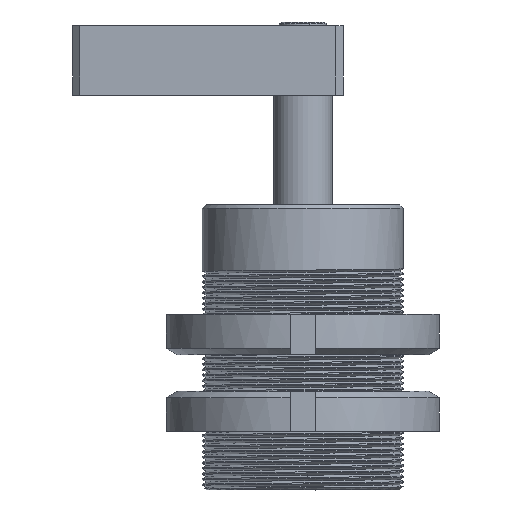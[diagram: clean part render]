
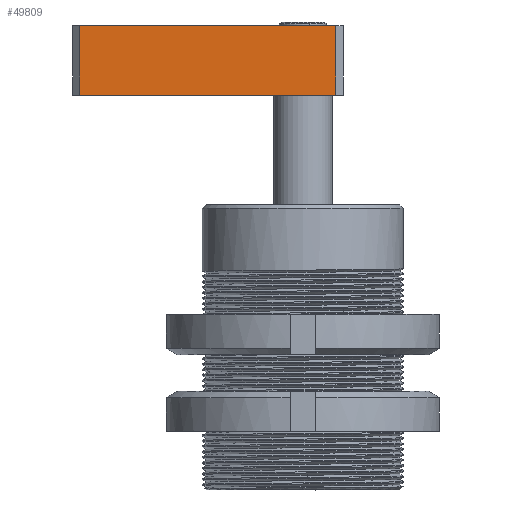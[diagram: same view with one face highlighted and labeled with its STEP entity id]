
A CAD part, front view. The second image highlights one B-rep face of the part: STEP entity #49809.
In plain terms, the highlighted planar face has unit normal (0, -1, 0).
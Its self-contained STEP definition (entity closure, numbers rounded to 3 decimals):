
#152 = DIRECTION ( 'NONE',  ( 0., 0., -1. ) ) ;
#9880 = CARTESIAN_POINT ( 'NONE',  ( -2., 0., 19. ) ) ;
#14220 = ORIENTED_EDGE ( 'NONE', *, *, #38932, .F. ) ;
#25650 = VECTOR ( 'NONE', #152, 1000. ) ;
#26957 = DIRECTION ( 'NONE',  ( -1., 0., 0. ) ) ;
#27145 = DIRECTION ( 'NONE',  ( 0., 1., 0. ) ) ;
#27445 = CARTESIAN_POINT ( 'NONE',  ( -2., 0., 19. ) ) ;
#28047 = EDGE_CURVE ( 'NONE', #62363, #87520, #28899, .T. ) ;
#28899 = LINE ( 'NONE', #84065, #31052 ) ;
#31052 = VECTOR ( 'NONE', #83200, 1000. ) ;
#33317 = LINE ( 'NONE', #35115, #65518 ) ;
#35012 = DIRECTION ( 'NONE',  ( 0., 0., 1. ) ) ;
#35115 = CARTESIAN_POINT ( 'NONE',  ( -72., 0., 19. ) ) ;
#36679 = EDGE_CURVE ( 'NONE', #87520, #67596, #33317, .T. ) ;
#37383 = ORIENTED_EDGE ( 'NONE', *, *, #36679, .F. ) ;
#38932 = EDGE_CURVE ( 'NONE', #67596, #40580, #72965, .T. ) ;
#39738 = FACE_OUTER_BOUND ( 'NONE', #55534, .T. ) ;
#40177 = CARTESIAN_POINT ( 'NONE',  ( -72., 0., 0. ) ) ;
#40580 = VERTEX_POINT ( 'NONE', #50024 ) ;
#40885 = PLANE ( 'NONE',  #84626 ) ;
#46464 = CARTESIAN_POINT ( 'NONE',  ( -72., 0., 19. ) ) ;
#49809 = ADVANCED_FACE ( 'NONE', ( #39738 ), #40885, .F. ) ;
#49912 = EDGE_CURVE ( 'NONE', #40580, #62363, #62302, .T. ) ;
#50024 = CARTESIAN_POINT ( 'NONE',  ( -2., 0., 19. ) ) ;
#55534 = EDGE_LOOP ( 'NONE', ( #14220, #37383, #78298, #60252 ) ) ;
#60252 = ORIENTED_EDGE ( 'NONE', *, *, #49912, .F. ) ;
#62302 = LINE ( 'NONE', #9880, #25650 ) ;
#62363 = VERTEX_POINT ( 'NONE', #83125 ) ;
#65518 = VECTOR ( 'NONE', #35012, 1000. ) ;
#67596 = VERTEX_POINT ( 'NONE', #46464 ) ;
#68750 = VECTOR ( 'NONE', #87362, 1000. ) ;
#72965 = LINE ( 'NONE', #87445, #68750 ) ;
#78298 = ORIENTED_EDGE ( 'NONE', *, *, #28047, .F. ) ;
#83125 = CARTESIAN_POINT ( 'NONE',  ( -2., 0., 0. ) ) ;
#83200 = DIRECTION ( 'NONE',  ( -1., 0., 0. ) ) ;
#84065 = CARTESIAN_POINT ( 'NONE',  ( -2., 0., 0. ) ) ;
#84626 = AXIS2_PLACEMENT_3D ( 'NONE', #27445, #27145, #26957 ) ;
#87362 = DIRECTION ( 'NONE',  ( 1., 0., 0. ) ) ;
#87445 = CARTESIAN_POINT ( 'NONE',  ( -2., 0., 19. ) ) ;
#87520 = VERTEX_POINT ( 'NONE', #40177 ) ;
